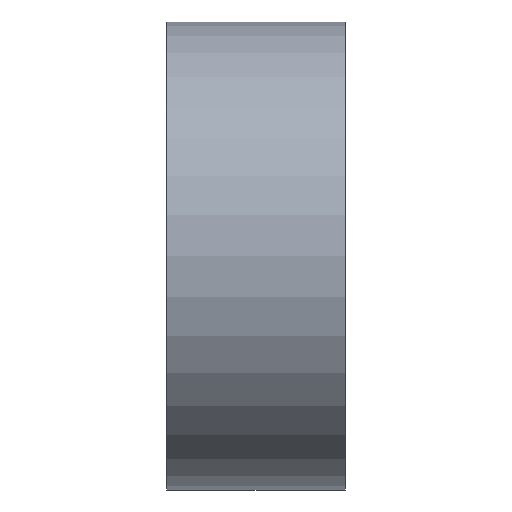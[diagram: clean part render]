
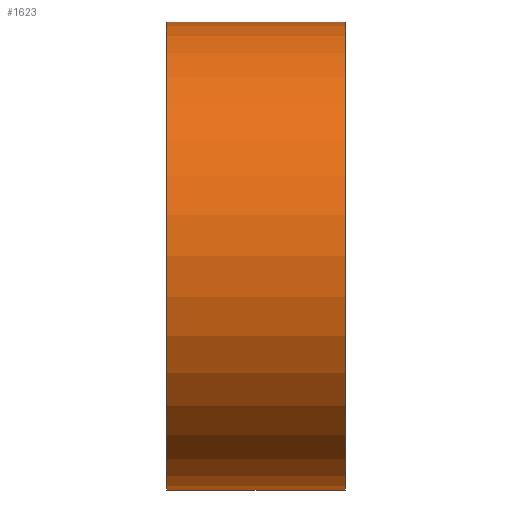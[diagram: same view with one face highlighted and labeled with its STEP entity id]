
A CAD part, left-side view. The second image highlights one B-rep face of the part: STEP entity #1623.
In plain terms, the highlighted cylindrical face has radius 84.148 mm (diameter 168.297 mm), a partial arc.
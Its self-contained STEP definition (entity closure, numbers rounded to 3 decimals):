
#14 = CARTESIAN_POINT ( 'NONE',  ( 0., 0., -84.148 ) ) ;
#200 = ORIENTED_EDGE ( 'NONE', *, *, #224, .T. ) ;
#224 = EDGE_CURVE ( 'NONE', #1469, #1356, #1687, .T. ) ;
#227 = CIRCLE ( 'NONE', #1804, 84.148 ) ;
#291 = EDGE_LOOP ( 'NONE', ( #300, #1327, #200, #723 ) ) ;
#300 = ORIENTED_EDGE ( 'NONE', *, *, #391, .F. ) ;
#364 = CARTESIAN_POINT ( 'NONE',  ( 0., 64.127, 0. ) ) ;
#377 = DIRECTION ( 'NONE',  ( 0., 0., -1. ) ) ;
#391 = EDGE_CURVE ( 'NONE', #2324, #1692, #458, .T. ) ;
#458 = LINE ( 'NONE', #1319, #1615 ) ;
#632 = CYLINDRICAL_SURFACE ( 'NONE', #2574, 84.148 ) ;
#698 = DIRECTION ( 'NONE',  ( 0., -1., 0. ) ) ;
#723 = ORIENTED_EDGE ( 'NONE', *, *, #2675, .F. ) ;
#861 = DIRECTION ( 'NONE',  ( 0., -1., 0. ) ) ;
#946 = CARTESIAN_POINT ( 'NONE',  ( 0., 0., 84.148 ) ) ;
#955 = CARTESIAN_POINT ( 'NONE',  ( 0., 64.127, -84.148 ) ) ;
#1024 = CARTESIAN_POINT ( 'NONE',  ( 0., 0., -84.148 ) ) ;
#1026 = DIRECTION ( 'NONE',  ( 0., -1., 0. ) ) ;
#1071 = CARTESIAN_POINT ( 'NONE',  ( 0., 0., 0. ) ) ;
#1197 = DIRECTION ( 'NONE',  ( 0., -1., 0. ) ) ;
#1319 = CARTESIAN_POINT ( 'NONE',  ( 0., 0., 84.148 ) ) ;
#1327 = ORIENTED_EDGE ( 'NONE', *, *, #1476, .T. ) ;
#1356 = VERTEX_POINT ( 'NONE', #14 ) ;
#1455 = DIRECTION ( 'NONE',  ( 0., -1., 0. ) ) ;
#1469 = VERTEX_POINT ( 'NONE', #955 ) ;
#1476 = EDGE_CURVE ( 'NONE', #2324, #1469, #227, .T. ) ;
#1615 = VECTOR ( 'NONE', #698, 1000. ) ;
#1623 = ADVANCED_FACE ( 'NONE', ( #1704 ), #632, .T. ) ;
#1674 = DIRECTION ( 'NONE',  ( 0., 0., -1. ) ) ;
#1687 = LINE ( 'NONE', #1024, #2629 ) ;
#1692 = VERTEX_POINT ( 'NONE', #946 ) ;
#1704 = FACE_OUTER_BOUND ( 'NONE', #291, .T. ) ;
#1714 = CIRCLE ( 'NONE', #2622, 84.148 ) ;
#1803 = DIRECTION ( 'NONE',  ( 0., 0., -1. ) ) ;
#1804 = AXIS2_PLACEMENT_3D ( 'NONE', #364, #1026, #377 ) ;
#2048 = CARTESIAN_POINT ( 'NONE',  ( 0., 64.127, 84.148 ) ) ;
#2324 = VERTEX_POINT ( 'NONE', #2048 ) ;
#2574 = AXIS2_PLACEMENT_3D ( 'NONE', #1071, #861, #1674 ) ;
#2622 = AXIS2_PLACEMENT_3D ( 'NONE', #2686, #1197, #1803 ) ;
#2629 = VECTOR ( 'NONE', #1455, 1000. ) ;
#2675 = EDGE_CURVE ( 'NONE', #1692, #1356, #1714, .T. ) ;
#2686 = CARTESIAN_POINT ( 'NONE',  ( 0., 0., 0. ) ) ;
